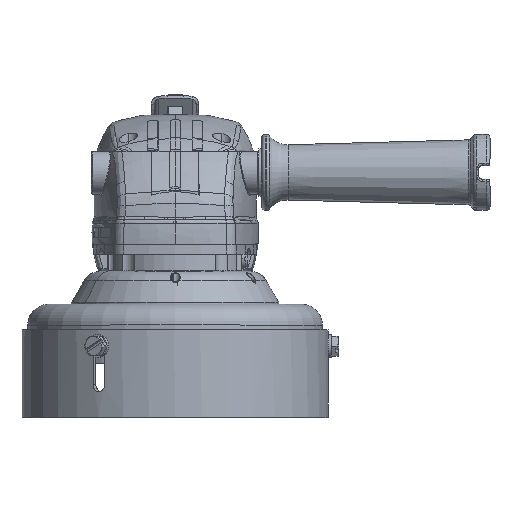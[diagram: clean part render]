
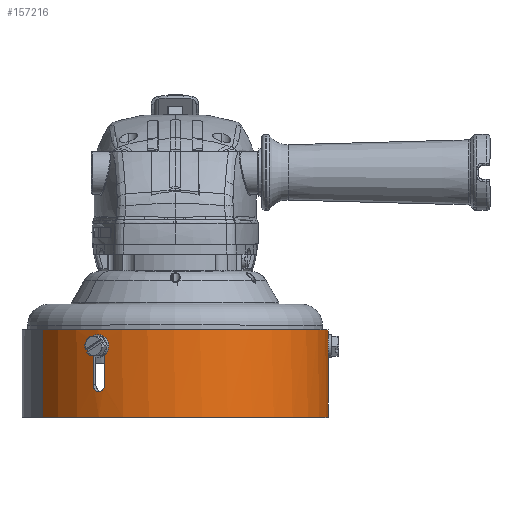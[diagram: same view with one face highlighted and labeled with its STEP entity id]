
A CAD part, top view. The second image highlights one B-rep face of the part: STEP entity #157216.
In plain terms, the highlighted cylindrical face has radius 80.5 mm (diameter 161 mm), a partial arc.
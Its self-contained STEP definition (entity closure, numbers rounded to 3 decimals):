
#156522=CARTESIAN_POINT('',(0.,0.,0.));
#156523=DIRECTION('',(0.,0.,1.));
#156524=DIRECTION('',(1.,0.,0.));
#156525=AXIS2_PLACEMENT_3D('',#156522,#156523,#156524);
#156554=CARTESIAN_POINT('',(-71.399,37.181,15.5));
#156555=CARTESIAN_POINT('',(-71.399,37.181,
15.19));
#156556=CARTESIAN_POINT('',(-71.363,37.251,
14.593));
#156557=CARTESIAN_POINT('',(-71.199,37.564,
13.732));
#156558=CARTESIAN_POINT('',(-70.935,38.061,
12.999));
#156559=CARTESIAN_POINT('',(-70.585,38.707,
12.434));
#156560=CARTESIAN_POINT('',(-70.17,39.454,
12.081));
#156561=CARTESIAN_POINT('',(-69.722,40.242,
11.96));
#156562=CARTESIAN_POINT('',(-69.251,41.046,
12.081));
#156563=CARTESIAN_POINT('',(-68.81,41.78,
12.439));
#156564=CARTESIAN_POINT('',(-68.427,42.405,
13.003));
#156565=CARTESIAN_POINT('',(-68.128,42.882,
13.741));
#156566=CARTESIAN_POINT('',(-67.942,43.176,
14.591));
#156567=CARTESIAN_POINT('',(-67.899,43.243,
15.19));
#156568=CARTESIAN_POINT('',(-67.899,43.243,15.5));
#156573=DIRECTION('',(0.,0.,1.));
#156574=VECTOR('',#156573,22.);
#156575=CARTESIAN_POINT('',(-71.399,37.181,15.5));
#156576=LINE('',#156575,#156574);
#156580=CARTESIAN_POINT('',(-67.899,43.243,37.5));
#156581=CARTESIAN_POINT('',(-67.899,43.243,
37.81));
#156582=CARTESIAN_POINT('',(-67.942,43.177,
38.407));
#156583=CARTESIAN_POINT('',(-68.131,42.878,
39.268));
#156584=CARTESIAN_POINT('',(-68.43,42.4,
40.002));
#156585=CARTESIAN_POINT('',(-68.814,41.774,
40.566));
#156586=CARTESIAN_POINT('',(-69.255,41.04,
40.921));
#156587=CARTESIAN_POINT('',(-69.723,40.241,
41.04));
#156588=CARTESIAN_POINT('',(-70.174,39.449,
40.917));
#156589=CARTESIAN_POINT('',(-70.588,38.702,
40.562));
#156590=CARTESIAN_POINT('',(-70.937,38.058,
39.998));
#156591=CARTESIAN_POINT('',(-71.201,37.56,
39.26));
#156592=CARTESIAN_POINT('',(-71.362,37.252,
38.409));
#156593=CARTESIAN_POINT('',(-71.399,37.181,
37.811));
#156594=CARTESIAN_POINT('',(-71.399,37.181,37.5));
#156599=DIRECTION('',(0.,0.,1.));
#156600=VECTOR('',#156599,22.);
#156601=CARTESIAN_POINT('',(-67.899,43.243,15.5));
#156602=LINE('',#156601,#156600);
#156606=CARTESIAN_POINT('',(67.899,43.243,17.));
#156607=CARTESIAN_POINT('',(67.899,43.243,
16.69));
#156608=CARTESIAN_POINT('',(67.942,43.177,
16.093));
#156609=CARTESIAN_POINT('',(68.131,42.878,
15.232));
#156610=CARTESIAN_POINT('',(68.43,42.4,
14.498));
#156611=CARTESIAN_POINT('',(68.814,41.774,
13.934));
#156612=CARTESIAN_POINT('',(69.255,41.04,
13.579));
#156613=CARTESIAN_POINT('',(69.723,40.239,
13.46));
#156614=CARTESIAN_POINT('',(70.174,39.448,
13.583));
#156615=CARTESIAN_POINT('',(70.588,38.702,
13.938));
#156616=CARTESIAN_POINT('',(70.937,38.058,
14.502));
#156617=CARTESIAN_POINT('',(71.201,37.56,
15.24));
#156618=CARTESIAN_POINT('',(71.362,37.252,
16.091));
#156619=CARTESIAN_POINT('',(71.399,37.181,
16.689));
#156620=CARTESIAN_POINT('',(71.399,37.181,17.));
#156625=DIRECTION('',(0.,0.,1.));
#156626=VECTOR('',#156625,22.);
#156627=CARTESIAN_POINT('',(67.899,43.243,17.));
#156628=LINE('',#156627,#156626);
#156632=CARTESIAN_POINT('',(71.399,37.181,39.));
#156633=CARTESIAN_POINT('',(71.399,37.181,
39.31));
#156634=CARTESIAN_POINT('',(71.363,37.251,
39.907));
#156635=CARTESIAN_POINT('',(71.199,37.564,
40.768));
#156636=CARTESIAN_POINT('',(70.935,38.061,
41.501));
#156637=CARTESIAN_POINT('',(70.585,38.707,
42.066));
#156638=CARTESIAN_POINT('',(70.171,39.454,
42.418));
#156639=CARTESIAN_POINT('',(69.723,40.241,
42.541));
#156640=CARTESIAN_POINT('',(69.251,41.047,
42.419));
#156641=CARTESIAN_POINT('',(68.81,41.781,
42.061));
#156642=CARTESIAN_POINT('',(68.427,42.405,
41.497));
#156643=CARTESIAN_POINT('',(68.128,42.882,
40.759));
#156644=CARTESIAN_POINT('',(67.942,43.176,
39.908));
#156645=CARTESIAN_POINT('',(67.899,43.243,
39.31));
#156646=CARTESIAN_POINT('',(67.899,43.243,39.));
#156651=DIRECTION('',(0.,0.,1.));
#156652=VECTOR('',#156651,22.);
#156653=CARTESIAN_POINT('',(71.399,37.181,17.));
#156654=LINE('',#156653,#156652);
#156658=CARTESIAN_POINT('',(0.,0.,33.));
#156659=DIRECTION('',(0.,0.,1.));
#156660=DIRECTION('',(-0.999,0.033,0.));
#156661=AXIS2_PLACEMENT_3D('',#156658,#156659,#156660);
#156666=DIRECTION('',(0.,0.,1.));
#156667=VECTOR('',#156666,46.);
#156668=CARTESIAN_POINT('',(80.5,0.,0.));
#156669=LINE('',#156668,#156667);
#156673=DIRECTION('',(0.,0.,1.));
#156674=VECTOR('',#156673,13.);
#156675=CARTESIAN_POINT('',(-80.457,2.623,33.));
#156676=LINE('',#156675,#156674);
#156928=DIRECTION('',(0.,0.,1.));
#156929=VECTOR('',#156928,33.);
#156930=CARTESIAN_POINT('',(-80.5,0.,0.));
#156931=LINE('',#156930,#156929);
#157090=CARTESIAN_POINT('',(0.,0.,46.));
#157091=DIRECTION('',(0.,0.,1.));
#157092=DIRECTION('',(1.,0.,0.));
#157093=AXIS2_PLACEMENT_3D('',#157090,#157091,#157092);
#157098=CARTESIAN_POINT('',(80.5,0.,0.));
#157099=CARTESIAN_POINT('',(-80.5,0.,0.));
#157100=VERTEX_POINT('',#157098);
#157101=VERTEX_POINT('',#157099);
#157106=CARTESIAN_POINT('',(80.5,0.,46.));
#157107=VERTEX_POINT('',#157106);
#157120=VERTEX_POINT('',#156554);
#157121=VERTEX_POINT('',#156568);
#157122=CARTESIAN_POINT('',(-67.899,43.243,37.5));
#157123=VERTEX_POINT('',#157122);
#157124=VERTEX_POINT('',#156594);
#157130=VERTEX_POINT('',#156606);
#157131=VERTEX_POINT('',#156620);
#157132=CARTESIAN_POINT('',(71.399,37.181,39.));
#157133=VERTEX_POINT('',#157132);
#157134=VERTEX_POINT('',#156646);
#157144=CARTESIAN_POINT('',(-80.5,0.,33.));
#157146=VERTEX_POINT('',#157144);
#157153=CARTESIAN_POINT('',(-80.457,2.623,46.));
#157155=VERTEX_POINT('',#157153);
#157156=CARTESIAN_POINT('',(-80.457,2.623,33.));
#157157=VERTEX_POINT('',#157156);
#157178=CARTESIAN_POINT('',(0.,0.,0.));
#157179=DIRECTION('',(0.,0.,1.));
#157180=DIRECTION('',(1.,0.,0.));
#157181=AXIS2_PLACEMENT_3D('',#157178,#157179,#157180);
#157182=CYLINDRICAL_SURFACE('',#157181,80.5);
#157184=ORIENTED_EDGE('',*,*,#157183,.T.);
#157186=ORIENTED_EDGE('',*,*,#157185,.F.);
#157187=ORIENTED_EDGE('',*,*,#157165,.F.);
#157189=ORIENTED_EDGE('',*,*,#157188,.T.);
#157191=ORIENTED_EDGE('',*,*,#157190,.T.);
#157193=ORIENTED_EDGE('',*,*,#157192,.F.);
#157194=EDGE_LOOP('',(#157184,#157186,#157187,#157189,#157191,#157193));
#157195=FACE_OUTER_BOUND('',#157194,.F.);
#157197=ORIENTED_EDGE('',*,*,#157196,.F.);
#157199=ORIENTED_EDGE('',*,*,#157198,.T.);
#157201=ORIENTED_EDGE('',*,*,#157200,.F.);
#157203=ORIENTED_EDGE('',*,*,#157202,.F.);
#157204=EDGE_LOOP('',(#157197,#157199,#157201,#157203));
#157205=FACE_BOUND('',#157204,.F.);
#157207=ORIENTED_EDGE('',*,*,#157206,.F.);
#157209=ORIENTED_EDGE('',*,*,#157208,.T.);
#157211=ORIENTED_EDGE('',*,*,#157210,.F.);
#157213=ORIENTED_EDGE('',*,*,#157212,.F.);
#157214=EDGE_LOOP('',(#157207,#157209,#157211,#157213));
#157215=FACE_BOUND('',#157214,.F.);
#156526=CIRCLE('',#156525,80.5);
#156569=B_SPLINE_CURVE_WITH_KNOTS('',3,(#156554,#156555,#156556,#156557,#156558,
#156559,#156560,#156561,#156562,#156563,#156564,#156565,#156566,#156567,
#156568),.UNSPECIFIED.,.F.,.F.,(4,1,1,1,1,1,1,1,1,1,1,1,4),(0.,
0.083,0.167,0.25,0.333,0.417,
0.5,0.583,0.667,0.75,0.833,
0.917,1.),.UNSPECIFIED.);
#156595=B_SPLINE_CURVE_WITH_KNOTS('',3,(#156580,#156581,#156582,#156583,#156584,
#156585,#156586,#156587,#156588,#156589,#156590,#156591,#156592,#156593,
#156594),.UNSPECIFIED.,.F.,.F.,(4,1,1,1,1,1,1,1,1,1,1,1,4),(0.,
0.083,0.167,0.25,0.333,0.417,
0.5,0.583,0.667,0.75,0.833,
0.917,1.),.UNSPECIFIED.);
#156621=B_SPLINE_CURVE_WITH_KNOTS('',3,(#156606,#156607,#156608,#156609,#156610,
#156611,#156612,#156613,#156614,#156615,#156616,#156617,#156618,#156619,
#156620),.UNSPECIFIED.,.F.,.F.,(4,1,1,1,1,1,1,1,1,1,1,1,4),(0.,
0.083,0.167,0.25,0.333,0.417,
0.5,0.583,0.667,0.75,0.833,
0.917,1.),.UNSPECIFIED.);
#156647=B_SPLINE_CURVE_WITH_KNOTS('',3,(#156632,#156633,#156634,#156635,#156636,
#156637,#156638,#156639,#156640,#156641,#156642,#156643,#156644,#156645,
#156646),.UNSPECIFIED.,.F.,.F.,(4,1,1,1,1,1,1,1,1,1,1,1,4),(0.,
0.083,0.167,0.25,0.333,0.417,
0.5,0.583,0.667,0.75,0.833,
0.917,1.),.UNSPECIFIED.);
#156662=CIRCLE('',#156661,80.5);
#157094=CIRCLE('',#157093,80.5);
#157165=EDGE_CURVE('',#157100,#157101,#156526,.T.);
#157183=EDGE_CURVE('',#157157,#157146,#156662,.T.);
#157185=EDGE_CURVE('',#157101,#157146,#156931,.T.);
#157188=EDGE_CURVE('',#157100,#157107,#156669,.T.);
#157190=EDGE_CURVE('',#157107,#157155,#157094,.T.);
#157192=EDGE_CURVE('',#157157,#157155,#156676,.T.);
#157196=EDGE_CURVE('',#157130,#157131,#156621,.T.);
#157198=EDGE_CURVE('',#157130,#157134,#156628,.T.);
#157200=EDGE_CURVE('',#157133,#157134,#156647,.T.);
#157202=EDGE_CURVE('',#157131,#157133,#156654,.T.);
#157206=EDGE_CURVE('',#157120,#157121,#156569,.T.);
#157208=EDGE_CURVE('',#157120,#157124,#156576,.T.);
#157210=EDGE_CURVE('',#157123,#157124,#156595,.T.);
#157212=EDGE_CURVE('',#157121,#157123,#156602,.T.);
#157216=ADVANCED_FACE('',(#157195,#157205,#157215),#157182,.T.);
